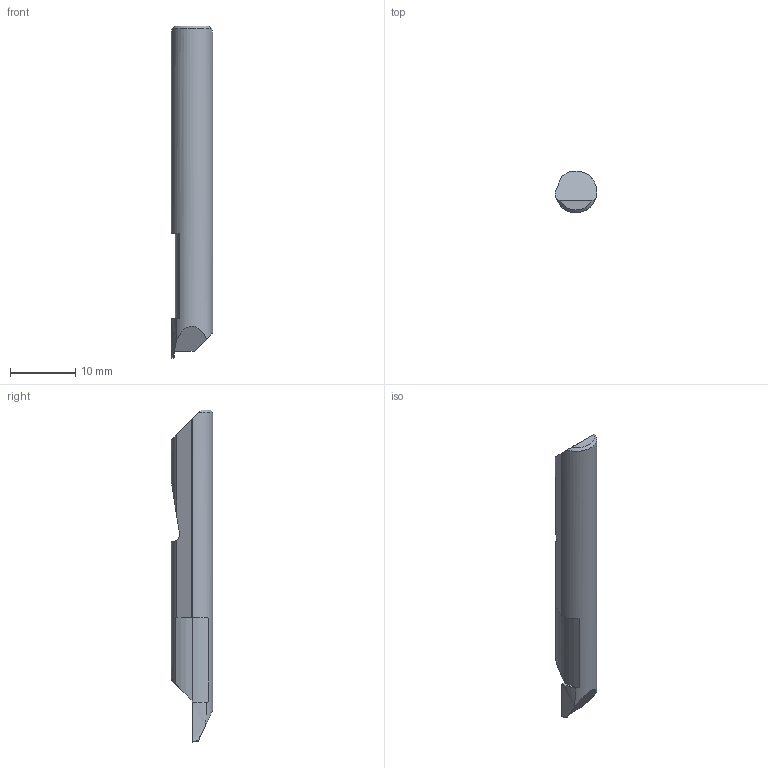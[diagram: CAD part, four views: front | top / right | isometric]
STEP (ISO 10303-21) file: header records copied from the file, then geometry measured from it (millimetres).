
FILE_DESCRIPTION (( 'STEP AP214' ), '1' );
FILE_NAME ('Micro_QFGC3-250-017-025X.STEP', '2021-09-09T14:39:27', ( '' ), ( '' ), 'SwSTEP 2.0', 'SolidWorks 2020', '' );
FILE_SCHEMA (( 'AUTOMOTIVE_DESIGN' ));
Length unit declared in the file: inch
Products named in the file (1): Micro_QFGC3-250-017-025X
Bounding box: 6.35 x 6.35 x 50.8 mm (x, y, z)
Volume: 1341.6 mm3; surface area: 971.6 mm2
Topology: 1 solids, 1 shells, 28 faces, 76 edges, 50 vertices
Faces by surface type: plane 16, cylinder 9, cone 2, bspline 1
Entity records: 966 total; most frequent: CARTESIAN_POINT 295, ORIENTED_EDGE 152, DIRECTION 110, EDGE_CURVE 76, VERTEX_POINT 50, AXIS2_PLACEMENT_3D 38, VECTOR 34, LINE 34
